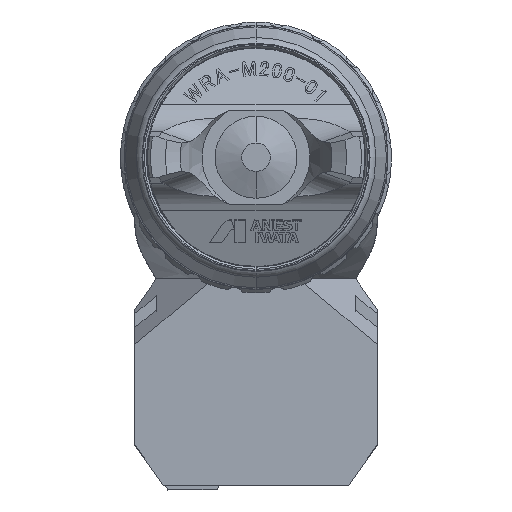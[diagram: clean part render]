
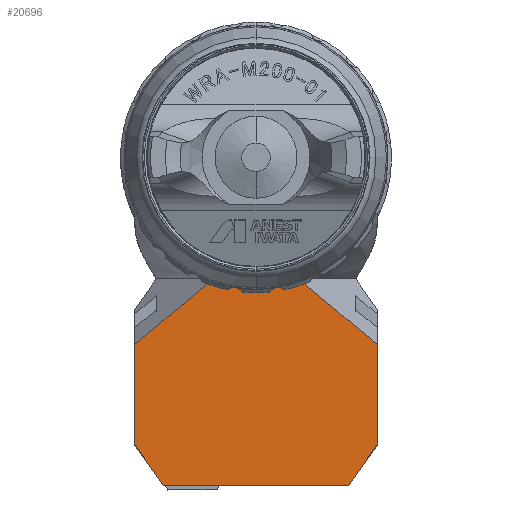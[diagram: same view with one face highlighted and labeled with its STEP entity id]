
A CAD part, top view. The second image highlights one B-rep face of the part: STEP entity #20696.
In plain terms, the highlighted planar face has unit normal (0, 0, 1).
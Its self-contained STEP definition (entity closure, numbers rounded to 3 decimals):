
#1518 = DIRECTION ( 'NONE',  ( 1., 0., 0. ) ) ;
#3851 = EDGE_CURVE ( 'NONE', #97383, #8143, #11624, .T. ) ;
#4457 = LINE ( 'NONE', #76761, #99444 ) ;
#5019 = VECTOR ( 'NONE', #14757, 1000. ) ;
#8143 = VERTEX_POINT ( 'NONE', #64484 ) ;
#11624 = LINE ( 'NONE', #85693, #98110 ) ;
#12471 = ORIENTED_EDGE ( 'NONE', *, *, #36919, .T. ) ;
#13068 = LINE ( 'NONE', #96029, #108538 ) ;
#13551 = DIRECTION ( 'NONE',  ( -0.766, 0.643, 0. ) ) ;
#14401 = DIRECTION ( 'NONE',  ( 0., -1., 0. ) ) ;
#14757 = DIRECTION ( 'NONE',  ( -0.574, 0.819, 0. ) ) ;
#17709 = CARTESIAN_POINT ( 'NONE',  ( 6., 14.5, 0. ) ) ;
#20696 = ADVANCED_FACE ( 'NONE', ( #109400 ), #35910, .T. ) ;
#22205 = EDGE_CURVE ( 'NONE', #8143, #83123, #33840, .T. ) ;
#22355 = EDGE_CURVE ( 'NONE', #35966, #84507, #58618, .T. ) ;
#24931 = VERTEX_POINT ( 'NONE', #44422 ) ;
#32349 = CARTESIAN_POINT ( 'NONE',  ( -17., 5.27, 0. ) ) ;
#33840 = LINE ( 'NONE', #79468, #82679 ) ;
#35910 = PLANE ( 'NONE',  #67370 ) ;
#35966 = VERTEX_POINT ( 'NONE', #81062 ) ;
#36486 = DIRECTION ( 'NONE',  ( 0., 0., 1. ) ) ;
#36908 = CARTESIAN_POINT ( 'NONE',  ( 13., -14.5, 0. ) ) ;
#36919 = EDGE_CURVE ( 'NONE', #105256, #83123, #58587, .T. ) ;
#40312 = VECTOR ( 'NONE', #14401, 1000. ) ;
#40847 = CARTESIAN_POINT ( 'NONE',  ( -17., -8.787, 0. ) ) ;
#42235 = LINE ( 'NONE', #113419, #40312 ) ;
#44422 = CARTESIAN_POINT ( 'NONE',  ( 17., -8.787, 0. ) ) ;
#46028 = EDGE_CURVE ( 'NONE', #86643, #24931, #4457, .T. ) ;
#51760 = ORIENTED_EDGE ( 'NONE', *, *, #96878, .T. ) ;
#58587 = LINE ( 'NONE', #94761, #92376 ) ;
#58618 = LINE ( 'NONE', #40847, #5019 ) ;
#59368 = DIRECTION ( 'NONE',  ( 1., 0., 0. ) ) ;
#60437 = DIRECTION ( 'NONE',  ( 0., -1., 0. ) ) ;
#64484 = CARTESIAN_POINT ( 'NONE',  ( -6., 14.5, 0. ) ) ;
#65526 = CARTESIAN_POINT ( 'NONE',  ( -17., 14.5, 0. ) ) ;
#66138 = DIRECTION ( 'NONE',  ( 0.574, 0.819, 0. ) ) ;
#67370 = AXIS2_PLACEMENT_3D ( 'NONE', #65526, #36486, #1518 ) ;
#68393 = ORIENTED_EDGE ( 'NONE', *, *, #100258, .F. ) ;
#76761 = CARTESIAN_POINT ( 'NONE',  ( 17., -8.787, 0. ) ) ;
#79468 = CARTESIAN_POINT ( 'NONE',  ( -17., 14.5, 0. ) ) ;
#81062 = CARTESIAN_POINT ( 'NONE',  ( -13., -14.5, 0. ) ) ;
#81071 = ORIENTED_EDGE ( 'NONE', *, *, #22355, .F. ) ;
#82679 = VECTOR ( 'NONE', #115636, 1000. ) ;
#83123 = VERTEX_POINT ( 'NONE', #17709 ) ;
#84507 = VERTEX_POINT ( 'NONE', #97809 ) ;
#84995 = CARTESIAN_POINT ( 'NONE',  ( 17., 5.27, 0. ) ) ;
#85693 = CARTESIAN_POINT ( 'NONE',  ( -26.735, -2.899, 0. ) ) ;
#86643 = VERTEX_POINT ( 'NONE', #36908 ) ;
#87808 = LINE ( 'NONE', #113353, #92314 ) ;
#89813 = ORIENTED_EDGE ( 'NONE', *, *, #46028, .T. ) ;
#92314 = VECTOR ( 'NONE', #59368, 1000. ) ;
#92376 = VECTOR ( 'NONE', #13551, 1000. ) ;
#94645 = ORIENTED_EDGE ( 'NONE', *, *, #22205, .F. ) ;
#94761 = CARTESIAN_POINT ( 'NONE',  ( 26.735, -2.899, 0. ) ) ;
#96029 = CARTESIAN_POINT ( 'NONE',  ( 17., 14.5, 0. ) ) ;
#96878 = EDGE_CURVE ( 'NONE', #97383, #84507, #42235, .T. ) ;
#96901 = ORIENTED_EDGE ( 'NONE', *, *, #3851, .F. ) ;
#97383 = VERTEX_POINT ( 'NONE', #32349 ) ;
#97809 = CARTESIAN_POINT ( 'NONE',  ( -17., -8.787, 0. ) ) ;
#98110 = VECTOR ( 'NONE', #112370, 1000. ) ;
#99444 = VECTOR ( 'NONE', #66138, 1000. ) ;
#100258 = EDGE_CURVE ( 'NONE', #105256, #24931, #13068, .T. ) ;
#101752 = ORIENTED_EDGE ( 'NONE', *, *, #108467, .T. ) ;
#105256 = VERTEX_POINT ( 'NONE', #84995 ) ;
#107998 = EDGE_LOOP ( 'NONE', ( #81071, #101752, #89813, #68393, #12471, #94645, #96901, #51760 ) ) ;
#108467 = EDGE_CURVE ( 'NONE', #35966, #86643, #87808, .T. ) ;
#108538 = VECTOR ( 'NONE', #60437, 1000. ) ;
#109400 = FACE_OUTER_BOUND ( 'NONE', #107998, .T. ) ;
#112370 = DIRECTION ( 'NONE',  ( 0.766, 0.643, 0. ) ) ;
#113353 = CARTESIAN_POINT ( 'NONE',  ( -17., -14.5, 0. ) ) ;
#113419 = CARTESIAN_POINT ( 'NONE',  ( -17., 14.5, 0. ) ) ;
#115636 = DIRECTION ( 'NONE',  ( 1., 0., 0. ) ) ;
